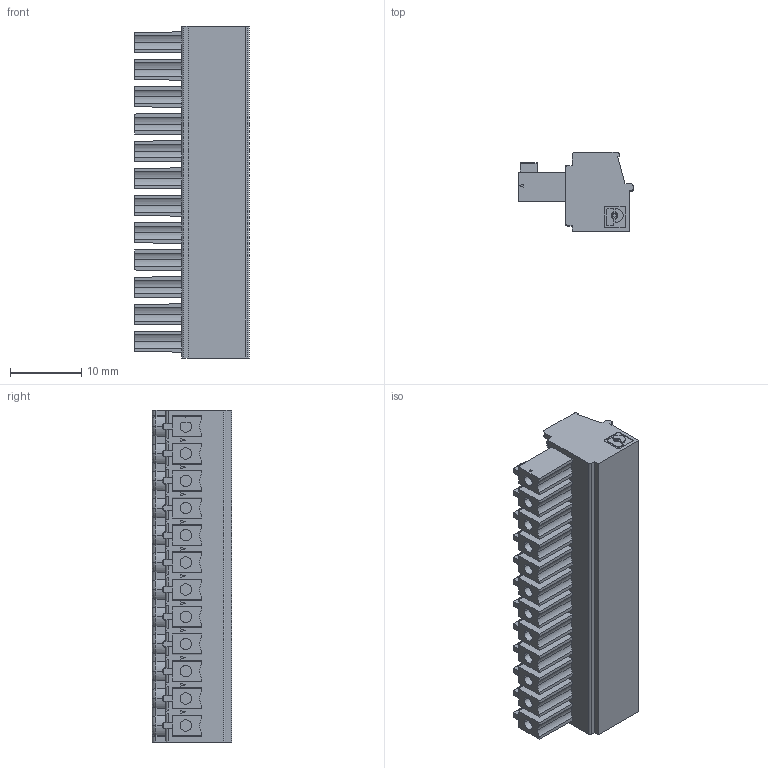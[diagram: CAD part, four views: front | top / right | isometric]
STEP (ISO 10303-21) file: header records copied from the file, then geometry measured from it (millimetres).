
FILE_DESCRIPTION(('SolidDesigner STEP Export'),'1');
FILE_NAME('mc_1.5-12-st-3.81.stp','2000-11-27T15:45:29',(''),(''), 'SolidDesigner STEP processor Version: 7.0(Mar 1999)for AP214(CD)(Solid Model)', 'CoCreate SolidDesigner: 08.01 19-Jun-2000(C) CoCreate Software GmbH','');
FILE_SCHEMA(('AUTOMOTIVE_DESIGN_CC2 {1 2 10303 214 -1 1 5 1}'));
Length unit declared in the file: millimetre
Products named in the file (2): mc_1.5-12-st-3.81
Assembly tree (1 placements, depth 2):
  mc_1.5-12-st-3.81
    mc_1.5-12-st-3.81
Bounding box: 16.1 x 11.1 x 46.51 mm (x, y, z)
Volume: 4686.2 mm3; surface area: 4010.8 mm2
Topology: 1 solids, 1 shells, 878 faces, 2318 edges, 1494 vertices
Faces by surface type: plane 464, cylinder 270, torus 72, cone 48, sphere 24
Entity records: 38137 total; most frequent: CARTESIAN_POINT 10251, ORIENTED_EDGE 4588, DIRECTION 3939, EDGE_CURVE 2294, VERTEX_POINT 1494, AXIS2_PLACEMENT_3D 1320, VECTOR 1299, LINE 1299
